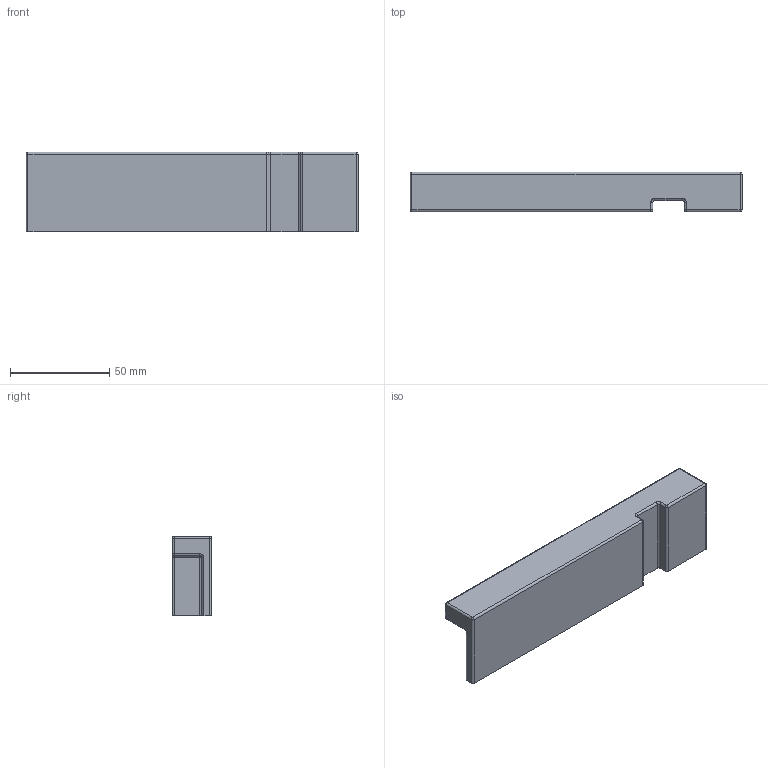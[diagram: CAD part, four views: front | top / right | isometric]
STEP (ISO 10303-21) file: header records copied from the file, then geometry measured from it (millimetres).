
FILE_DESCRIPTION(('Open CASCADE Model'),'2;1');
FILE_NAME('Open CASCADE Shape Model','2023-08-08T16:57:16',('Author'),( 'Open CASCADE'),'Open CASCADE STEP processor 7.6','Open CASCADE 7.6' ,'Unknown');
FILE_SCHEMA(('AUTOMOTIVE_DESIGN { 1 0 10303 214 1 1 1 1 }'));
Length unit declared in the file: millimetre
Products named in the file (1): Open CASCADE STEP translator 7.6 2
Bounding box: 167.65 x 20 x 40.31 mm (x, y, z)
Volume: 85917.5 mm3; surface area: 21683.9 mm2
Topology: 1 solids, 1 shells, 48 faces, 114 edges, 60 vertices
Faces by surface type: cylinder 23, plane 13, sphere 8, torus 4
Entity records: 2636 total; most frequent: CARTESIAN_POINT 519, DIRECTION 394, ORIENTED_EDGE 212, PCURVE 212, DEFINITIONAL_REPRESENTATION 212, LINE 186, VECTOR 186, EDGE_CURVE 106
